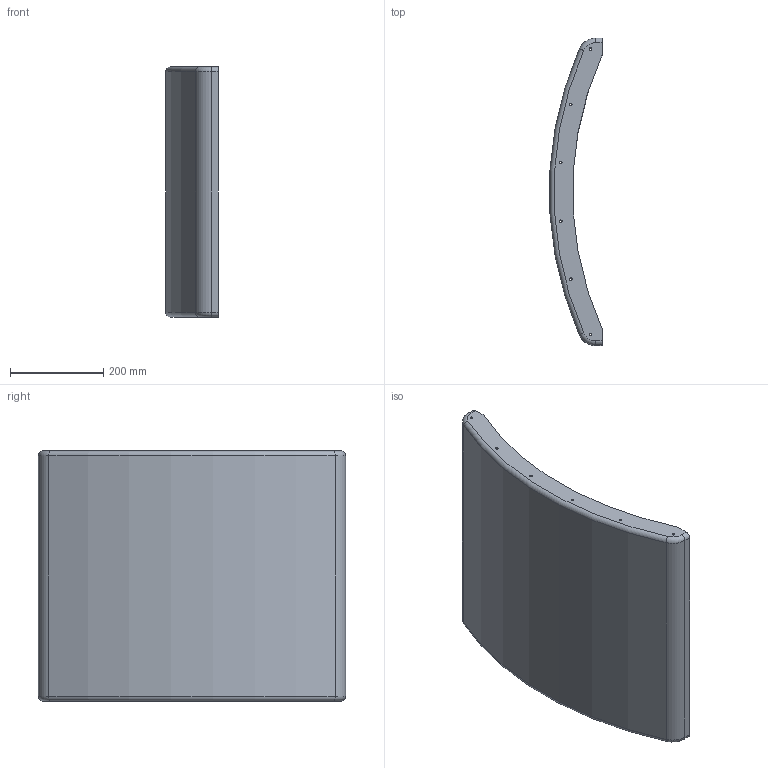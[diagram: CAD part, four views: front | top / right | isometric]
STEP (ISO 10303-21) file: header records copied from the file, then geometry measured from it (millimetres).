
FILE_DESCRIPTION((''),'2;1');
FILE_NAME('Panneau_Polycarbonate.stp','2009-02-12T21:40:41',('Alex_Cyril'),(''),'Autodesk Inventor 11','Autodesk Inventor 11','');
FILE_SCHEMA(('AUTOMOTIVE_DESIGN { 1 0 10303 214 1 1 1 1 }'));
Length unit declared in the file: millimetre
Products named in the file (1): Panneau_Polycarbonate
Bounding box: 112.19 x 660.4 x 537.47 mm (x, y, z)
Volume: 2174208.6 mm3; surface area: 918465.4 mm2
Topology: 1 solids, 1 shells, 50 faces, 134 edges, 86 vertices
Faces by surface type: cylinder 16, bspline 12, torus 12, plane 10
Entity records: 1707 total; most frequent: CARTESIAN_POINT 451, DIRECTION 270, ORIENTED_EDGE 232, EDGE_CURVE 116, AXIS2_PLACEMENT_3D 115, EDGE_LOOP 86, VERTEX_POINT 80, CIRCLE 76
